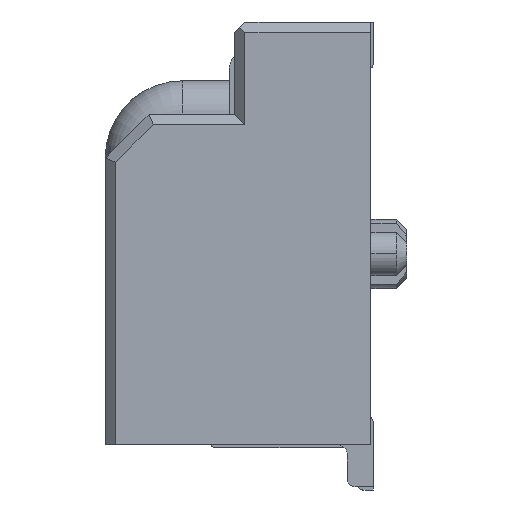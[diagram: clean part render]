
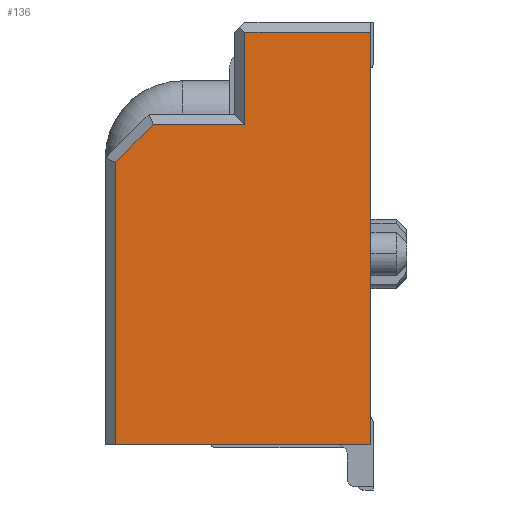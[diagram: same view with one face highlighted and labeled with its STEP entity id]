
A CAD part, left-side view. The second image highlights one B-rep face of the part: STEP entity #136.
In plain terms, the highlighted planar face has unit normal (-1, 0, 0).
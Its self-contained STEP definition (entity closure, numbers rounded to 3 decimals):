
#136=ADVANCED_FACE('',(#1217),#1218,.T.);
#1217=FACE_OUTER_BOUND('',#3203,.T.);
#1218=PLANE('',#3204);
#3203=EDGE_LOOP('',(#6119,#6120,#6121,#6122,#6123,#6124,#6125));
#3204=AXIS2_PLACEMENT_3D('',#6126,#6127,#6128);
#6119=ORIENTED_EDGE('',*,*,#14190,.T.);
#6120=ORIENTED_EDGE('',*,*,#13956,.T.);
#6121=ORIENTED_EDGE('',*,*,#14422,.T.);
#6122=ORIENTED_EDGE('',*,*,#13930,.T.);
#6123=ORIENTED_EDGE('',*,*,#13928,.T.);
#6124=ORIENTED_EDGE('',*,*,#13926,.T.);
#6125=ORIENTED_EDGE('',*,*,#14421,.T.);
#6126=CARTESIAN_POINT('',(-14.95,0.0,0.0));
#6127=DIRECTION('',(-1.0,0.0,0.0));
#6128=DIRECTION('',(0.0,0.0,1.0));
#13926=EDGE_CURVE('',#17040,#17038,#17041,.T.);
#13928=EDGE_CURVE('',#17043,#17040,#17044,.T.);
#13930=EDGE_CURVE('',#17046,#17043,#17047,.T.);
#13956=EDGE_CURVE('',#17091,#17092,#17093,.T.);
#14190=EDGE_CURVE('',#17555,#17091,#17556,.T.);
#14421=EDGE_CURVE('',#17038,#17555,#17974,.T.);
#14422=EDGE_CURVE('',#17092,#17046,#17975,.T.);
#17038=VERTEX_POINT('',#21988);
#17040=VERTEX_POINT('',#21991);
#17041=LINE('',#21992,#21993);
#17043=VERTEX_POINT('',#21996);
#17044=LINE('',#21997,#21998);
#17046=VERTEX_POINT('',#22001);
#17047=LINE('',#22002,#22003);
#17091=VERTEX_POINT('',#22072);
#17092=VERTEX_POINT('',#22073);
#17093=LINE('',#22074,#22075);
#17555=VERTEX_POINT('',#22768);
#17556=LINE('',#22769,#22770);
#17974=LINE('',#23409,#23410);
#17975=LINE('',#23411,#23412);
#21988=CARTESIAN_POINT('',(-14.95,1.75,-2.723));
#21991=CARTESIAN_POINT('',(-14.95,1.017,-1.99));
#21992=CARTESIAN_POINT('',(-14.95,1.017,-1.99));
#21993=VECTOR('',#28390,1.036);
#21996=CARTESIAN_POINT('',(-14.95,-0.76,-1.99));
#21997=CARTESIAN_POINT('',(-14.95,-0.76,-1.99));
#21998=VECTOR('',#28392,1.777);
#22001=CARTESIAN_POINT('',(-14.95,-0.76,-0.2));
#22002=CARTESIAN_POINT('',(-14.95,-0.76,-0.2));
#22003=VECTOR('',#28394,1.79);
#22072=CARTESIAN_POINT('',(-14.95,-3.2,-8.2));
#22073=CARTESIAN_POINT('',(-14.95,-3.2,-0.2));
#22074=CARTESIAN_POINT('',(-14.95,-3.2,-8.2));
#22075=VECTOR('',#28420,8.0);
#22768=CARTESIAN_POINT('',(-14.95,1.75,-8.2));
#22769=CARTESIAN_POINT('',(-14.95,1.75,-8.2));
#22770=VECTOR('',#28658,4.95);
#23409=CARTESIAN_POINT('',(-14.95,1.75,-2.723));
#23410=VECTOR('',#28907,5.477);
#23411=CARTESIAN_POINT('',(-14.95,-3.2,-0.2));
#23412=VECTOR('',#28908,2.44);
#28390=DIRECTION('',(0.0,0.707,-0.707));
#28392=DIRECTION('',(0.0,1.0,0.0));
#28394=DIRECTION('',(0.0,0.0,-1.0));
#28420=DIRECTION('',(0.0,0.0,1.0));
#28658=DIRECTION('',(0.0,-1.0,0.0));
#28907=DIRECTION('',(0.0,0.0,-1.0));
#28908=DIRECTION('',(0.0,1.0,0.0));
